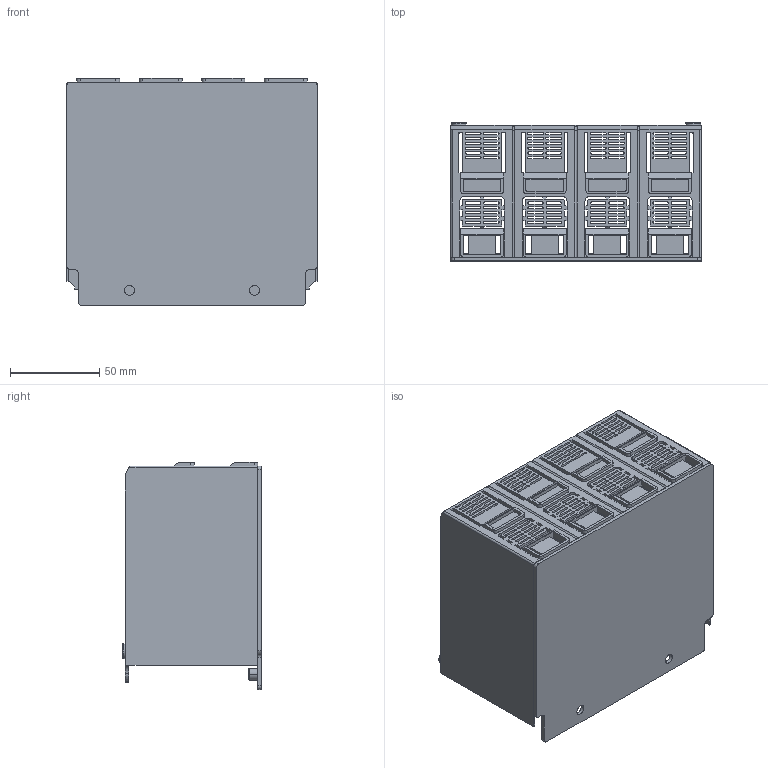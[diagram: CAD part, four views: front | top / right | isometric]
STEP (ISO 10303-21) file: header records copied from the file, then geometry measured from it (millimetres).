
FILE_DESCRIPTION((''),'2;1');
FILE_NAME('ASM0239_ASM','2020-08-28T13:21:36',('zhxmin'),(''),'CREO PARAMETRIC BY PTC INC, 2018020','CREO PARAMETRIC BY PTC INC, 2018020','');
FILE_SCHEMA(('CONFIG_CONTROL_DESIGN','SHAPE_APPEARANCE_LAYERS_GROUPS'));
Products named in the file (3): PRT5018; 250-4P-CHANGHUZHAO-GEBAN; ASM0239_ASM
Assembly tree (2 placements, depth 2):
  ASM0239_ASM
    PRT5018
    250-4P-CHANGHUZHAO-GEBAN
Bounding box: 140 x 77.5 x 127 mm (x, y, z)
Volume: 156079.2 mm3; surface area: 183869.9 mm2
Topology: 2 solids, 2 shells, 1012 faces, 3388 edges, 2358 vertices
Faces by surface type: plane 671, cylinder 322, cone 10, torus 9
Entity records: 45660 total; most frequent: CARTESIAN_POINT 7195, ORIENTED_EDGE 6776, DIRECTION 6441, EDGE_CURVE 3388, VERTEX_POINT 2358, VECTOR 2273, LINE 2273, AXIS2_PLACEMENT_3D 2084
